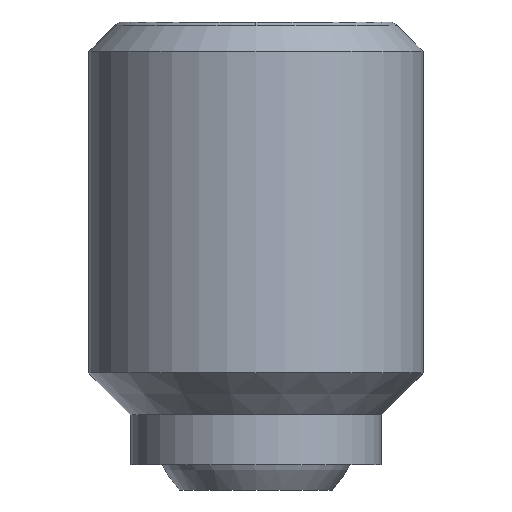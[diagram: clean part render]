
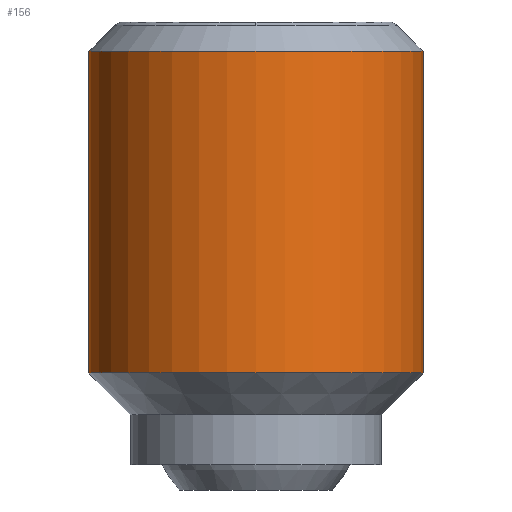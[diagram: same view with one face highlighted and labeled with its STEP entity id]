
A CAD part, front view. The second image highlights one B-rep face of the part: STEP entity #156.
In plain terms, the highlighted cylindrical face has radius 2 mm (diameter 4 mm), a partial arc.
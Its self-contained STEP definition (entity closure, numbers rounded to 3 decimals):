
#142=EDGE_CURVE('',#282,#196,#367,.T.);
#156=ADVANCED_FACE('',(#382),#383,.T.);
#178=EDGE_CURVE('',#330,#196,#408,.T.);
#194=EDGE_CURVE('',#330,#216,#425,.T.);
#196=VERTEX_POINT('',#427);
#204=EDGE_CURVE('',#216,#282,#436,.T.);
#216=VERTEX_POINT('',#450);
#282=VERTEX_POINT('',#525);
#330=VERTEX_POINT('',#578);
#367=LINE('',#613,#614);
#382=FACE_OUTER_BOUND('',#629,.T.);
#383=CYLINDRICAL_SURFACE('',#630,2.);
#408=CIRCLE('',#665,2.);
#425=LINE('',#698,#699);
#427=CARTESIAN_POINT('',(2.,0.,-4.2));
#436=CIRCLE('',#714,2.);
#450=CARTESIAN_POINT('',(-2.,0.,-0.35));
#525=CARTESIAN_POINT('',(2.,0.,-0.35));
#578=CARTESIAN_POINT('',(-2.,0.,-4.2));
#613=CARTESIAN_POINT('',(2.,0.,-2.275));
#614=VECTOR('',#958,1.0);
#629=EDGE_LOOP('',(#971,#972,#973,#974));
#630=AXIS2_PLACEMENT_3D('',#975,#976,#977);
#665=AXIS2_PLACEMENT_3D('',#1016,#1017,#1018);
#698=CARTESIAN_POINT('',(-2.,0.,-2.275));
#699=VECTOR('',#1037,1.0);
#714=AXIS2_PLACEMENT_3D('',#1051,#1052,#1053);
#958=DIRECTION('',(-0.0,-0.0,-1.0));
#971=ORIENTED_EDGE('',*,*,#194,.F.);
#972=ORIENTED_EDGE('',*,*,#178,.T.);
#973=ORIENTED_EDGE('',*,*,#142,.F.);
#974=ORIENTED_EDGE('',*,*,#204,.F.);
#975=CARTESIAN_POINT('',(0.,0.,-2.275));
#976=DIRECTION('',(-0.0,-0.0,-1.0));
#977=DIRECTION('',(-1.0,0.,0.0));
#1016=CARTESIAN_POINT('',(0.,0.,-4.2));
#1017=DIRECTION('',(0.0,0.0,1.0));
#1018=DIRECTION('',(-1.0,0.,0.0));
#1037=DIRECTION('',(0.0,0.0,1.0));
#1051=CARTESIAN_POINT('',(0.,0.,-0.35));
#1052=DIRECTION('',(0.0,0.0,1.0));
#1053=DIRECTION('',(-1.0,0.,0.0));
